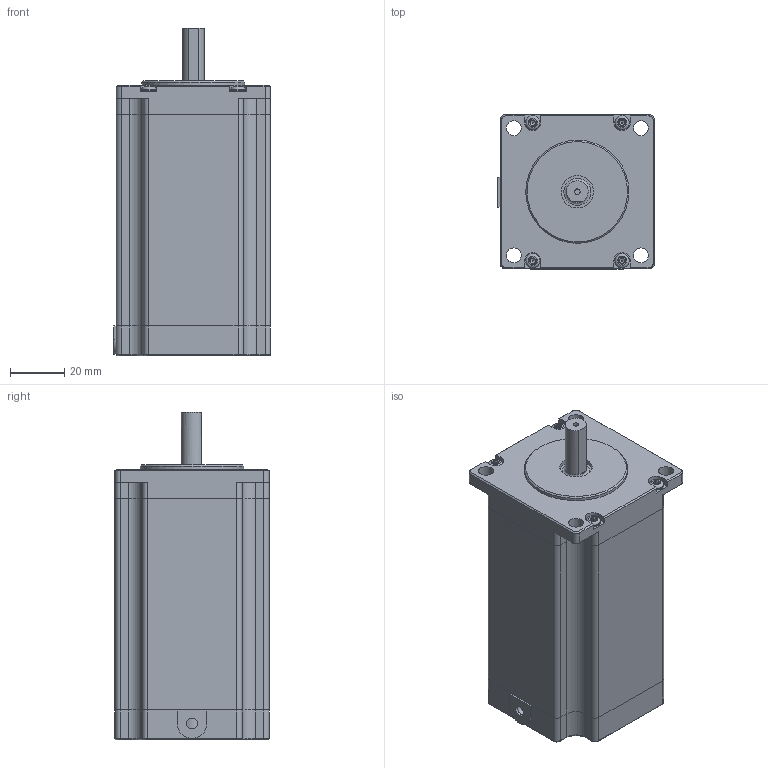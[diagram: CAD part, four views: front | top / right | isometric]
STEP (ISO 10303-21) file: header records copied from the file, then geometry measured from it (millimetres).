
FILE_DESCRIPTION(/* description */ ('','CAx-IF Rec.Pracs.---Representation and Presentation of Product Manufacturing Information (PMI)---4.0---2014-10-13'),/* implementation_level */ '2;1');
FILE_NAME(/* name */ 'StepperNema23 v1.step',/* time_stamp */ '2025-01-07T00:33:48+05:30',/* author */ (''),/* organization */ (''),/* preprocessor_version */ 'ST-DEVELOPER v20',/* originating_system */ 'Autodesk Translation Framework v13.20.0.188',/* authorisation */ '');
FILE_SCHEMA (('AP242_MANAGED_MODEL_BASED_3D_ENGINEERING_MIM_LF { 1 0 10303 442 1 1 4 }'));
Length unit declared in the file: millimetre
Products named in the file (8): StepperNema23; Cuerpo; Base; ProtectorCables; Frente; ArandelaFrente; ScrewM3x10; Eje
Assembly tree (10 placements, depth 2):
  StepperNema23
    Cuerpo
    Base
    ProtectorCables
    Frente
    ArandelaFrente
    ScrewM3x10  x4
    Eje
Bounding box: 58 x 57 x 121 mm (x, y, z)
Volume: 268804.6 mm3; surface area: 64662.3 mm2
Topology: 10 solids, 10 shells, 1070 faces, 2608 edges, 1563 vertices
Faces by surface type: bspline 640, cylinder 194, plane 182, torus 41, cone 9, sphere 4
Full cylindrical faces by diameter (mm): 2 x2, 2.4 x76, 2.459 x4, 4 x2, 5.3 x4, 5.5 x4, 10 x3, 12 x2, 38.1 x3
Entity records: 20211 total; most frequent: CARTESIAN_POINT 10898, ORIENTED_EDGE 2046, DIRECTION 1524, EDGE_CURVE 1023, VERTEX_POINT 630, LINE 528, VECTOR 528, AXIS2_PLACEMENT_3D 498
